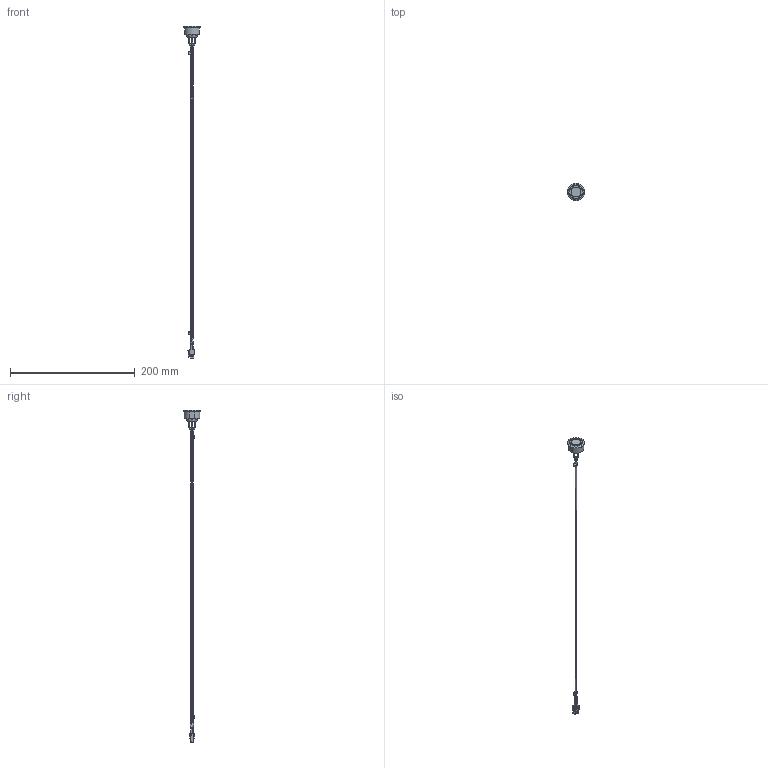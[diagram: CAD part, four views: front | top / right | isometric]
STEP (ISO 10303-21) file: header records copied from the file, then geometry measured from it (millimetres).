
FILE_DESCRIPTION(/* description */ (''),/* implementation_level */ '2;1');
FILE_NAME(/* name */ 'SV8FC3SS-3xx.stp',/* time_stamp */ '2025-10-06T08:16:40-05:00',/* author */ ('mroman'),/* organization */ (''),/* preprocessor_version */ 'ST-DEVELOPER v18.1',/* originating_system */ 'Autodesk Inventor 2022',/* authorisation */ '');
FILE_SCHEMA (('AUTOMOTIVE_DESIGN { 1 0 10303 214 3 1 1 }'));
Length unit declared in the file: inch
Products named in the file (1): SV8FC3SS-3xx
Bounding box: 28 x 28 x 531.95 mm (x, y, z)
Volume: 11854.9 mm3; surface area: 14491.5 mm2
Topology: 4 solids, 4 shells, 557 faces, 1485 edges, 954 vertices
Faces by surface type: plane 378, cylinder 105, torus 32, cone 18, sphere 16, bspline 8
Full cylindrical faces by diameter (mm): 1.56 x18, 1.76 x8, 12.2 x1, 14.2 x1, 15.4 x1, 15.5 x1, 17.4 x1, 23.5 x1, 28 x1
Entity records: 17533 total; most frequent: CARTESIAN_POINT 3284, ORIENTED_EDGE 2970, DIRECTION 2969, EDGE_CURVE 1485, LINE 1071, VECTOR 1071, VERTEX_POINT 954, AXIS2_PLACEMENT_3D 949
